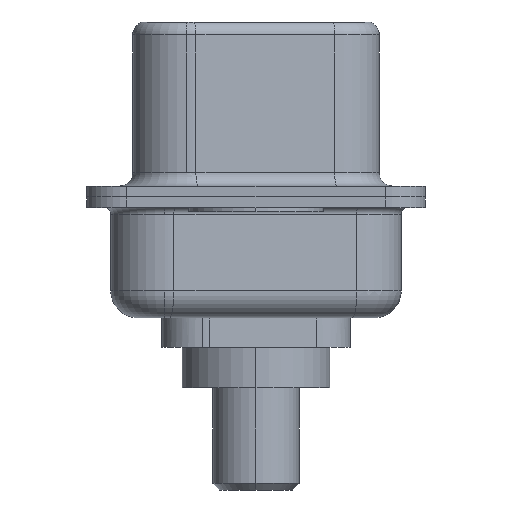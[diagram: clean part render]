
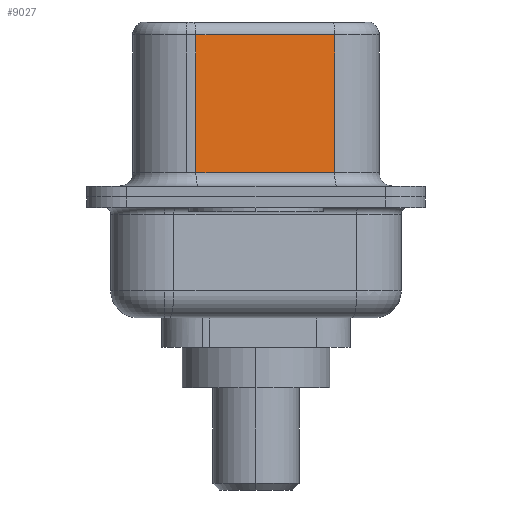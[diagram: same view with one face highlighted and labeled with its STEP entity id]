
A CAD part, left-side view. The second image highlights one B-rep face of the part: STEP entity #9027.
In plain terms, the highlighted planar face has unit normal (-0.985, -0.174, 0).
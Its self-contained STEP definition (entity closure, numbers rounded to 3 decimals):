
#1248 = LINE ( 'NONE', #1938, #3462 ) ;
#1938 = CARTESIAN_POINT ( 'NONE',  ( 4.58, -2.927, 6.52 ) ) ;
#2180 = AXIS2_PLACEMENT_3D ( 'NONE', #12338, #12108, #10841 ) ;
#2409 = ORIENTED_EDGE ( 'NONE', *, *, #10787, .T. ) ;
#2644 = VECTOR ( 'NONE', #7282, 1000. ) ;
#2872 = VERTEX_POINT ( 'NONE', #4047 ) ;
#2918 = VERTEX_POINT ( 'NONE', #7800 ) ;
#2932 = CARTESIAN_POINT ( 'NONE',  ( 3.67, 2.233, 6.02 ) ) ;
#3171 = ORIENTED_EDGE ( 'NONE', *, *, #8115, .T. ) ;
#3280 = LINE ( 'NONE', #10479, #10852 ) ;
#3351 = LINE ( 'NONE', #10430, #8422 ) ;
#3462 = VECTOR ( 'NONE', #9517, 1000. ) ;
#3766 = PLANE ( 'NONE',  #2180 ) ;
#4047 = CARTESIAN_POINT ( 'NONE',  ( 3.67, 2.233, 0.9 ) ) ;
#4984 = CARTESIAN_POINT ( 'NONE',  ( 4.58, -2.927, 6.02 ) ) ;
#5158 = VERTEX_POINT ( 'NONE', #4984 ) ;
#5176 = LINE ( 'NONE', #11062, #2644 ) ;
#5267 = EDGE_CURVE ( 'NONE', #2872, #2918, #3351, .T. ) ;
#6181 = VERTEX_POINT ( 'NONE', #2932 ) ;
#6460 = EDGE_CURVE ( 'NONE', #5158, #2918, #1248, .T. ) ;
#7282 = DIRECTION ( 'NONE',  ( -0.174, 0.985, 0. ) ) ;
#7717 = FACE_OUTER_BOUND ( 'NONE', #10900, .T. ) ;
#7800 = CARTESIAN_POINT ( 'NONE',  ( 4.58, -2.927, 0.9 ) ) ;
#8115 = EDGE_CURVE ( 'NONE', #6181, #2872, #3280, .T. ) ;
#8422 = VECTOR ( 'NONE', #9103, 1000. ) ;
#9027 = ADVANCED_FACE ( 'NONE', ( #7717 ), #3766, .F. ) ;
#9103 = DIRECTION ( 'NONE',  ( 0.174, -0.985, 0. ) ) ;
#9517 = DIRECTION ( 'NONE',  ( 0., 0., -1. ) ) ;
#10009 = DIRECTION ( 'NONE',  ( 0., 0., -1. ) ) ;
#10430 = CARTESIAN_POINT ( 'NONE',  ( 4.58, -2.927, 0.9 ) ) ;
#10479 = CARTESIAN_POINT ( 'NONE',  ( 3.67, 2.233, 6.52 ) ) ;
#10787 = EDGE_CURVE ( 'NONE', #5158, #6181, #5176, .T. ) ;
#10841 = DIRECTION ( 'NONE',  ( -0.174, 0.985, 0. ) ) ;
#10852 = VECTOR ( 'NONE', #10009, 1000. ) ;
#10900 = EDGE_LOOP ( 'NONE', ( #10980, #2409, #3171, #11807 ) ) ;
#10980 = ORIENTED_EDGE ( 'NONE', *, *, #6460, .F. ) ;
#11062 = CARTESIAN_POINT ( 'NONE',  ( 4.58, -2.927, 6.02 ) ) ;
#11807 = ORIENTED_EDGE ( 'NONE', *, *, #5267, .T. ) ;
#12108 = DIRECTION ( 'NONE',  ( 0.985, 0.174, 0. ) ) ;
#12338 = CARTESIAN_POINT ( 'NONE',  ( 4.58, -2.927, 6.52 ) ) ;
